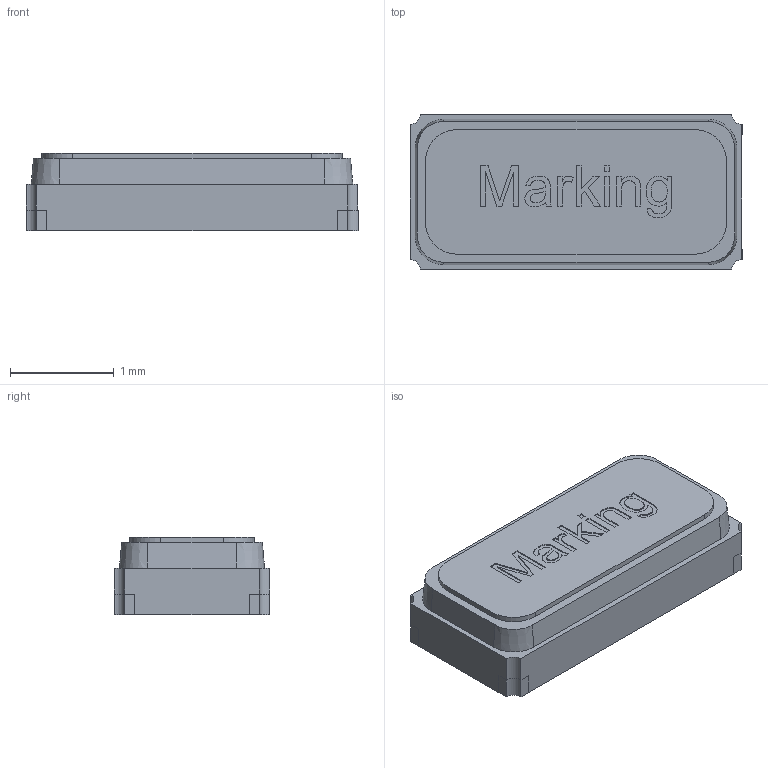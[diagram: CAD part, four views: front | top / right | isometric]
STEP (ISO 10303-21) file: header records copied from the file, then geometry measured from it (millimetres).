
FILE_DESCRIPTION(/* description */ ('Unknown'),/* implementation_level */ '2;1');
FILE_NAME(/* name */ 'FrqXTAL_CFPX-217',/* time_stamp */ '2018-09-03T14:30:55+02:00',/* author */ ('Unknown'),/* organization */ ('Unknown'),/* preprocessor_version */ 'ST-DEVELOPER v16.7',/* originating_system */ 'DEX',/* authorisation */ $);
FILE_SCHEMA (('AUTOMOTIVE_DESIGN {1 0 10303 214 3 1 1}'));
Length unit declared in the file: millimetre
Products named in the file (4): CFPX-217; Body; Pins; Cover
Assembly tree (3 placements, depth 2):
  CFPX-217
    Body
    Pins
    Cover
Bounding box: 3.2 x 1.5 x 0.75 mm (x, y, z)
Volume: 3.4 mm3; surface area: 31.1 mm2
Topology: 4 solids, 4 shells, 155 faces, 408 edges, 272 vertices
Faces by surface type: plane 107, cylinder 28, bspline 16, cone 4
Entity records: 6037 total; most frequent: CARTESIAN_POINT 1692, ORIENTED_EDGE 814, DIRECTION 633, EDGE_CURVE 407, VERTEX_POINT 272, LINE 219, VECTOR 219, AXIS2_PLACEMENT_3D 207
